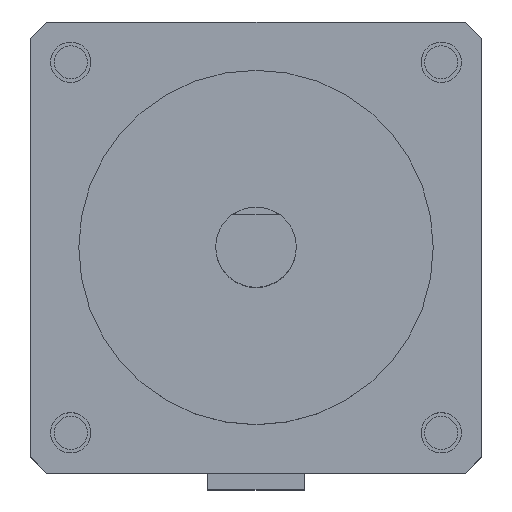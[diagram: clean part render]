
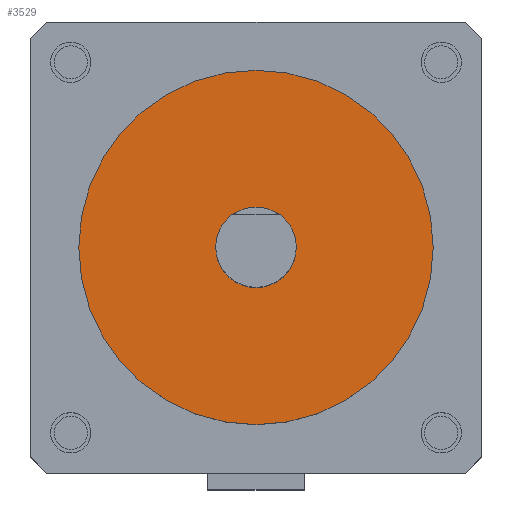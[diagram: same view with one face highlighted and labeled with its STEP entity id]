
A CAD part, top view. The second image highlights one B-rep face of the part: STEP entity #3529.
In plain terms, the highlighted planar face has unit normal (0, 0, 1).
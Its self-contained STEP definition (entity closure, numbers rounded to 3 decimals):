
#106 = ORIENTED_EDGE ( 'NONE', *, *, #1736, .T. ) ;
#109 = ORIENTED_EDGE ( 'NONE', *, *, #3913, .F. ) ;
#130 = ORIENTED_EDGE ( 'NONE', *, *, #1729, .F. ) ;
#166 = ORIENTED_EDGE ( 'NONE', *, *, #3930, .T. ) ;
#401 = PLANE ( 'NONE',  #1015 ) ;
#402 = CARTESIAN_POINT ( 'NONE',  ( 0., 0., 1.5 ) ) ;
#403 = DIRECTION ( 'NONE',  ( 0., 0., 1. ) ) ;
#404 = DIRECTION ( 'NONE',  ( 1., 0., 0. ) ) ;
#451 = CARTESIAN_POINT ( 'NONE',  ( 2.5, 0., 1.5 ) ) ;
#454 = CARTESIAN_POINT ( 'NONE',  ( -2.5, 0., 1.5 ) ) ;
#458 = CARTESIAN_POINT ( 'NONE',  ( 11., 0., 1.5 ) ) ;
#459 = CARTESIAN_POINT ( 'NONE',  ( -11., 0., 1.5 ) ) ;
#548 = CARTESIAN_POINT ( 'NONE',  ( 0., 0., 1.5 ) ) ;
#549 = DIRECTION ( 'NONE',  ( 0., 0., 1. ) ) ;
#550 = DIRECTION ( 'NONE',  ( 1., 0., 0. ) ) ;
#716 = FACE_OUTER_BOUND ( 'NONE', #3634, .T. ) ;
#717 = FACE_BOUND ( 'NONE', #3636, .T. ) ;
#1015 = AXIS2_PLACEMENT_3D ( 'NONE', #402, #403, #404 ) ;
#1051 = CIRCLE ( 'NONE', #1053, 2.5 ) ;
#1053 = AXIS2_PLACEMENT_3D ( 'NONE', #548, #549, #550 ) ;
#1076 = CIRCLE ( 'NONE', #1078, 11. ) ;
#1078 = AXIS2_PLACEMENT_3D ( 'NONE', #2604, #2605, #2606 ) ;
#1729 = EDGE_CURVE ( 'NONE', #3718, #3715, #3323, .T. ) ;
#1736 = EDGE_CURVE ( 'NONE', #3723, #3722, #3258, .T. ) ;
#2339 = CARTESIAN_POINT ( 'NONE',  ( 0., 0., 1.5 ) ) ;
#2340 = DIRECTION ( 'NONE',  ( 0., 0., 1. ) ) ;
#2341 = DIRECTION ( 'NONE',  ( 1., 0., 0. ) ) ;
#2357 = CARTESIAN_POINT ( 'NONE',  ( 0., 0., 1.5 ) ) ;
#2358 = DIRECTION ( 'NONE',  ( 0., 0., 1. ) ) ;
#2359 = DIRECTION ( 'NONE',  ( 1., 0., 0. ) ) ;
#2604 = CARTESIAN_POINT ( 'NONE',  ( 0., 0., 1.5 ) ) ;
#2605 = DIRECTION ( 'NONE',  ( 0., 0., 1. ) ) ;
#2606 = DIRECTION ( 'NONE',  ( 1., 0., 0. ) ) ;
#3249 = AXIS2_PLACEMENT_3D ( 'NONE', #2339, #2340, #2341 ) ;
#3258 = CIRCLE ( 'NONE', #3261, 11. ) ;
#3261 = AXIS2_PLACEMENT_3D ( 'NONE', #2357, #2358, #2359 ) ;
#3323 = CIRCLE ( 'NONE', #3249, 2.5 ) ;
#3529 = ADVANCED_FACE ( 'NONE', ( #716, #717 ), #401, .T. ) ;
#3634 = EDGE_LOOP ( 'NONE', ( #106, #166 ) ) ;
#3636 = EDGE_LOOP ( 'NONE', ( #130, #109 ) ) ;
#3715 = VERTEX_POINT ( 'NONE', #451 ) ;
#3718 = VERTEX_POINT ( 'NONE', #454 ) ;
#3722 = VERTEX_POINT ( 'NONE', #458 ) ;
#3723 = VERTEX_POINT ( 'NONE', #459 ) ;
#3913 = EDGE_CURVE ( 'NONE', #3715, #3718, #1051, .T. ) ;
#3930 = EDGE_CURVE ( 'NONE', #3722, #3723, #1076, .T. ) ;
